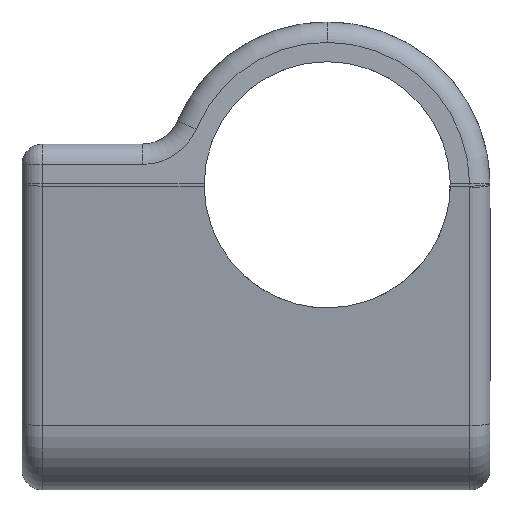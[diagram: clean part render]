
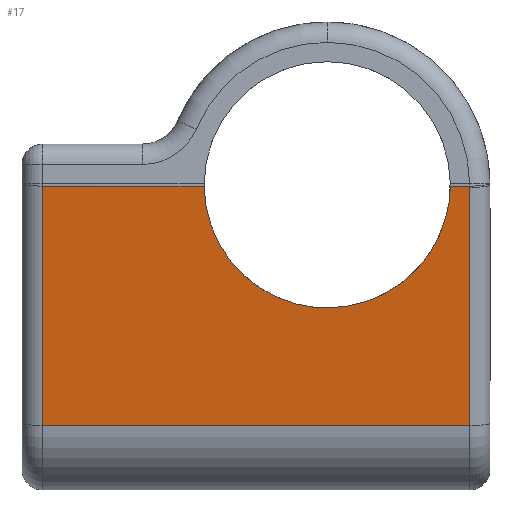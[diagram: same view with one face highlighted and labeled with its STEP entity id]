
A CAD part, left-side view. The second image highlights one B-rep face of the part: STEP entity #17.
In plain terms, the highlighted planar face has unit normal (-0.992, 0, -0.127).
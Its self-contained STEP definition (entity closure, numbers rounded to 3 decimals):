
#17 = ADVANCED_FACE('',(#18),#90,.T.);
#18 = FACE_BOUND('',#19,.T.);
#19 = EDGE_LOOP('',(#20,#30,#38,#50,#58,#67,#76,#84));
#20 = ORIENTED_EDGE('',*,*,#21,.F.);
#21 = EDGE_CURVE('',#22,#24,#26,.T.);
#22 = VERTEX_POINT('',#23);
#23 = CARTESIAN_POINT('',(3.115,-22.,52.146));
#24 = VERTEX_POINT('',#25);
#25 = CARTESIAN_POINT('',(3.115,-1.,52.146));
#26 = LINE('',#27,#28);
#27 = CARTESIAN_POINT('',(3.115,-23.,52.146));
#28 = VECTOR('',#29,1.);
#29 = DIRECTION('',(0.,1.,0.));
#30 = ORIENTED_EDGE('',*,*,#31,.T.);
#31 = EDGE_CURVE('',#22,#32,#34,.T.);
#32 = VERTEX_POINT('',#33);
#33 = CARTESIAN_POINT('',(1.616,-22.,63.846));
#34 = LINE('',#35,#36);
#35 = CARTESIAN_POINT('',(3.115,-22.,52.146));
#36 = VECTOR('',#37,1.);
#37 = DIRECTION('',(-0.127,0.,0.992));
#38 = ORIENTED_EDGE('',*,*,#39,.T.);
#39 = EDGE_CURVE('',#32,#40,#42,.T.);
#40 = VERTEX_POINT('',#41);
#41 = CARTESIAN_POINT('',(1.608,-22.,63.91
    ));
#42 = ( BOUNDED_CURVE() B_SPLINE_CURVE(6,(#43,#44,#45,#46,#47,#48,#49),
.UNSPECIFIED.,.F.,.F.) B_SPLINE_CURVE_WITH_KNOTS((7,7),(87.675,
87.739),.PIECEWISE_BEZIER_KNOTS.) CURVE() 
GEOMETRIC_REPRESENTATION_ITEM() RATIONAL_B_SPLINE_CURVE((1.,1.,1.,1.,1.,
1.,1.)) REPRESENTATION_ITEM('') );
#43 = CARTESIAN_POINT('',(1.616,-22.,63.846));
#44 = CARTESIAN_POINT('',(1.615,-22.,63.857));
#45 = CARTESIAN_POINT('',(1.614,-22.,63.867
    ));
#46 = CARTESIAN_POINT('',(1.612,-22.,63.878
    ));
#47 = CARTESIAN_POINT('',(1.611,-22.,63.889
    ));
#48 = CARTESIAN_POINT('',(1.609,-22.,63.899
    ));
#49 = CARTESIAN_POINT('',(1.608,-22.,63.91
    ));
#50 = ORIENTED_EDGE('',*,*,#51,.T.);
#51 = EDGE_CURVE('',#40,#52,#54,.T.);
#52 = VERTEX_POINT('',#53);
#53 = CARTESIAN_POINT('',(1.608,-21.05,63.91
    ));
#54 = LINE('',#55,#56);
#55 = CARTESIAN_POINT('',(1.608,-23.,63.91));
#56 = VECTOR('',#57,1.);
#57 = DIRECTION('',(0.,1.,0.));
#58 = ORIENTED_EDGE('',*,*,#59,.F.);
#59 = EDGE_CURVE('',#60,#52,#62,.T.);
#60 = VERTEX_POINT('',#61);
#61 = CARTESIAN_POINT('',(2.375,-15.,57.923));
#62 = ELLIPSE('',#63,6.099,6.05);
#63 = AXIS2_PLACEMENT_3D('',#64,#65,#66);
#64 = CARTESIAN_POINT('',(1.6,-15.,63.973));
#65 = DIRECTION('',(-0.992,0.,-0.127));
#66 = DIRECTION('',(-0.127,0.,0.992));
#67 = ORIENTED_EDGE('',*,*,#68,.F.);
#68 = EDGE_CURVE('',#69,#60,#71,.T.);
#69 = VERTEX_POINT('',#70);
#70 = CARTESIAN_POINT('',(1.608,-8.95,63.91
    ));
#71 = ELLIPSE('',#72,6.099,6.05);
#72 = AXIS2_PLACEMENT_3D('',#73,#74,#75);
#73 = CARTESIAN_POINT('',(1.6,-15.,63.973));
#74 = DIRECTION('',(-0.992,0.,-0.127));
#75 = DIRECTION('',(-0.127,0.,0.992));
#76 = ORIENTED_EDGE('',*,*,#77,.T.);
#77 = EDGE_CURVE('',#69,#78,#80,.T.);
#78 = VERTEX_POINT('',#79);
#79 = CARTESIAN_POINT('',(1.608,-1.,63.91));
#80 = LINE('',#81,#82);
#81 = CARTESIAN_POINT('',(1.608,-8.95,63.91));
#82 = VECTOR('',#83,1.);
#83 = DIRECTION('',(0.,1.,0.));
#84 = ORIENTED_EDGE('',*,*,#85,.F.);
#85 = EDGE_CURVE('',#24,#78,#86,.T.);
#86 = LINE('',#87,#88);
#87 = CARTESIAN_POINT('',(3.115,-1.,52.146));
#88 = VECTOR('',#89,1.);
#89 = DIRECTION('',(-0.127,0.,0.992));
#90 = PLANE('',#91);
#91 = AXIS2_PLACEMENT_3D('',#92,#93,#94);
#92 = CARTESIAN_POINT('',(1.6,-23.,63.973));
#93 = DIRECTION('',(-0.992,0.,-0.127));
#94 = DIRECTION('',(0.127,0.,-0.992));
